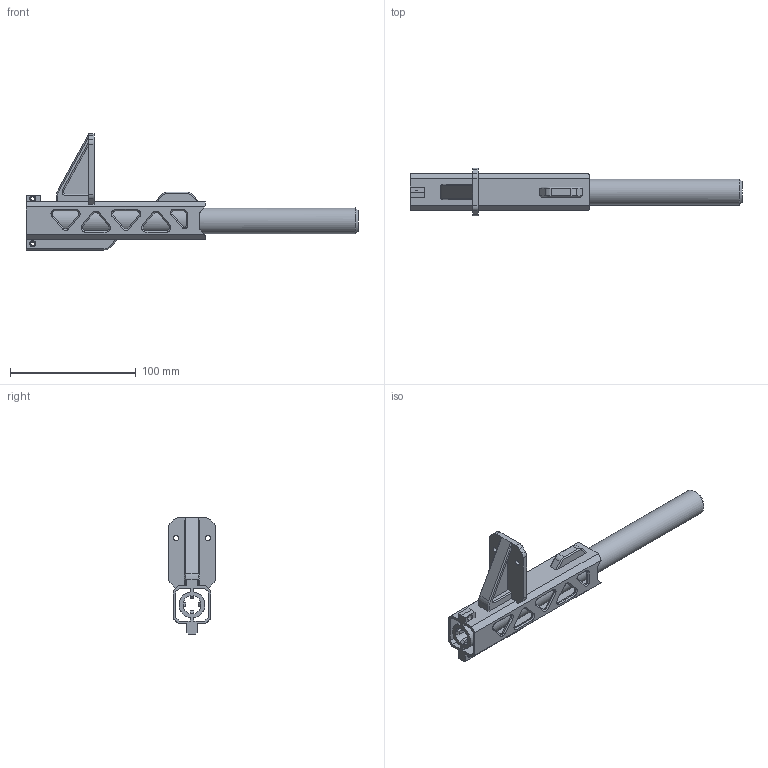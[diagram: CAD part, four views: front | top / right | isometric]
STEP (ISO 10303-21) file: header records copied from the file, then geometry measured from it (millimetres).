
FILE_DESCRIPTION(/* description */ (''),/* implementation_level */ '2;1');
FILE_NAME(/* name */ 'barrel.step',/* time_stamp */ '2023-08-14T15:36:21+02:00',/* author */ (''),/* organization */ (''),/* preprocessor_version */ 'ST-DEVELOPER v20',/* originating_system */ 'Autodesk Translation Framework v12.9.0.99',/* authorisation */ '');
FILE_SCHEMA (('AUTOMOTIVE_DESIGN { 1 0 10303 214 3 1 1 }'));
Length unit declared in the file: millimetre
Products named in the file (1): barrel (1)
Bounding box: 263.92 x 38 x 92.38 mm (x, y, z)
Volume: 98645.8 mm3; surface area: 69525.5 mm2
Topology: 1 solids, 1 shells, 268 faces, 713 edges, 448 vertices
Faces by surface type: plane 171, cylinder 56, cone 41
Full cylindrical faces by diameter (mm): 3 x2, 4.2 x2, 5 x2, 14.59 x1, 20.59 x1
Entity records: 8319 total; most frequent: CARTESIAN_POINT 1430, ORIENTED_EDGE 1426, DIRECTION 1421, EDGE_CURVE 713, LINE 543, VECTOR 543, VERTEX_POINT 448, AXIS2_PLACEMENT_3D 439
